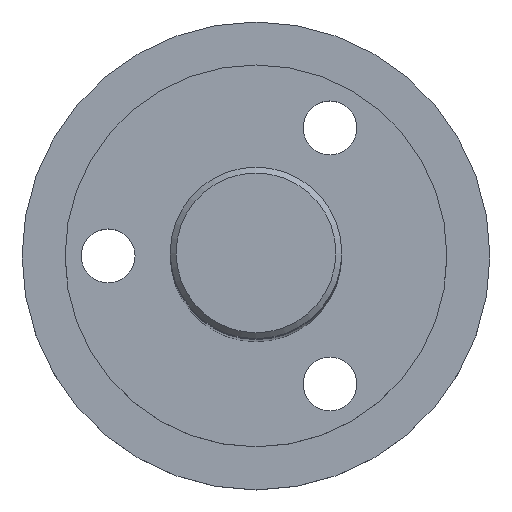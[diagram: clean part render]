
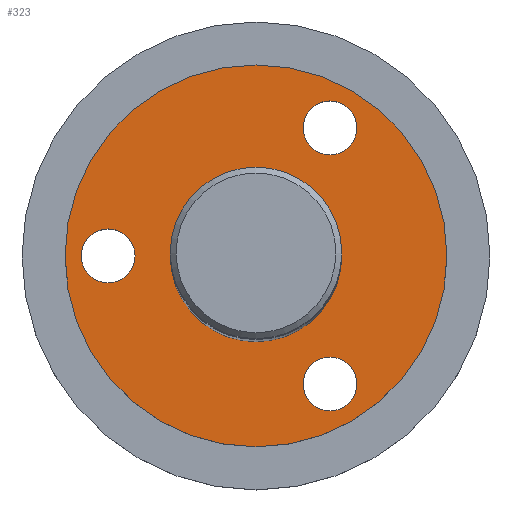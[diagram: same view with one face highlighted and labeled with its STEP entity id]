
A CAD part, top view. The second image highlights one B-rep face of the part: STEP entity #323.
In plain terms, the highlighted planar face has unit normal (0, 0, 1).
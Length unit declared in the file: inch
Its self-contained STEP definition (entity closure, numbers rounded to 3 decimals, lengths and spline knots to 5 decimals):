
#25=FACE_BOUND('',#106,.T.);
#26=FACE_BOUND('',#107,.T.);
#27=FACE_BOUND('',#108,.T.);
#28=FACE_BOUND('',#109,.T.);
#50=PLANE('',#392);
#72=FACE_OUTER_BOUND('',#105,.T.);
#105=EDGE_LOOP('',(#292));
#106=EDGE_LOOP('',(#293));
#107=EDGE_LOOP('',(#294));
#108=EDGE_LOOP('',(#295));
#109=EDGE_LOOP('',(#296));
#146=CIRCLE('',#363,0.04921);
#147=CIRCLE('',#365,0.04921);
#148=CIRCLE('',#367,0.04921);
#160=CIRCLE('',#391,0.15689);
#161=CIRCLE('',#393,0.34921);
#171=VERTEX_POINT('',#535);
#172=VERTEX_POINT('',#539);
#173=VERTEX_POINT('',#543);
#185=VERTEX_POINT('',#585);
#186=VERTEX_POINT('',#589);
#200=EDGE_CURVE('',#171,#171,#146,.T.);
#202=EDGE_CURVE('',#172,#172,#147,.T.);
#204=EDGE_CURVE('',#173,#173,#148,.T.);
#221=EDGE_CURVE('',#185,#185,#160,.T.);
#223=EDGE_CURVE('',#186,#186,#161,.T.);
#292=ORIENTED_EDGE('',*,*,#223,.F.);
#293=ORIENTED_EDGE('',*,*,#200,.T.);
#294=ORIENTED_EDGE('',*,*,#202,.T.);
#295=ORIENTED_EDGE('',*,*,#204,.T.);
#296=ORIENTED_EDGE('',*,*,#221,.T.);
#323=ADVANCED_FACE('',(#72,#25,#26,#27,#28),#50,.T.);
#363=AXIS2_PLACEMENT_3D('',#537,#433,#434);
#365=AXIS2_PLACEMENT_3D('',#541,#438,#439);
#367=AXIS2_PLACEMENT_3D('',#545,#443,#444);
#391=AXIS2_PLACEMENT_3D('',#586,#496,#497);
#392=AXIS2_PLACEMENT_3D('',#588,#499,#500);
#393=AXIS2_PLACEMENT_3D('',#590,#501,#502);
#433=DIRECTION('center_axis',(0.,0.,-1.));
#434=DIRECTION('ref_axis',(-1.,0.,0.));
#438=DIRECTION('center_axis',(0.,0.,-1.));
#439=DIRECTION('ref_axis',(-1.,0.,0.));
#443=DIRECTION('center_axis',(0.,0.,-1.));
#444=DIRECTION('ref_axis',(-1.,0.,0.));
#496=DIRECTION('center_axis',(0.,0.,-1.));
#497=DIRECTION('ref_axis',(1.,0.,0.));
#499=DIRECTION('center_axis',(0.,0.,1.));
#500=DIRECTION('ref_axis',(1.,0.,0.));
#501=DIRECTION('center_axis',(0.,0.,-1.));
#502=DIRECTION('ref_axis',(1.,0.,0.));
#535=CARTESIAN_POINT('',(-0.22126,0.,-3.10394));
#537=CARTESIAN_POINT('Origin',(-0.27047,0.,
-3.10394));
#539=CARTESIAN_POINT('',(0.18445,-0.23424,-3.10394));
#541=CARTESIAN_POINT('Origin',(0.13524,-0.23424,-3.10394));
#543=CARTESIAN_POINT('',(0.18445,0.23424,-3.10394));
#545=CARTESIAN_POINT('Origin',(0.13524,0.23424,-3.10394));
#585=CARTESIAN_POINT('',(0.,0.15689,-3.10394));
#586=CARTESIAN_POINT('Origin',(0.,0.,-3.10394));
#588=CARTESIAN_POINT('Origin',(0.,-0.34921,-3.10394));
#589=CARTESIAN_POINT('',(0.,0.34921,-3.10394));
#590=CARTESIAN_POINT('Origin',(0.,0.,-3.10394));
